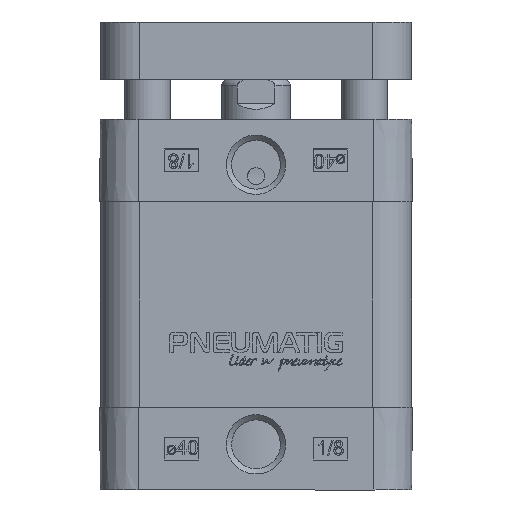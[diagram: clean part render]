
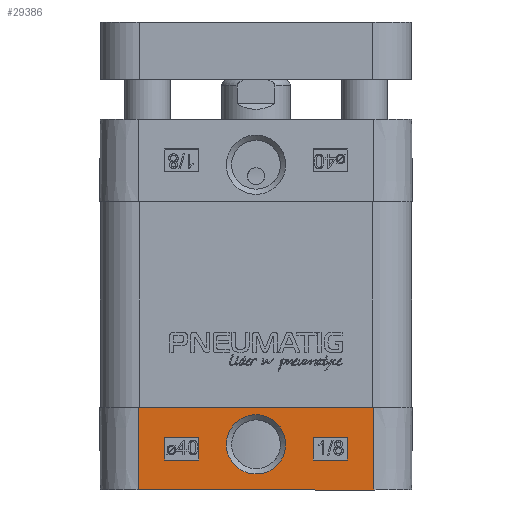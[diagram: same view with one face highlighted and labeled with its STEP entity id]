
A CAD part, left-side view. The second image highlights one B-rep face of the part: STEP entity #29386.
In plain terms, the highlighted planar face has unit normal (-1, 0, -0.009).
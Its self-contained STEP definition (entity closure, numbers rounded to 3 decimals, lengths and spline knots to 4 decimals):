
#1990=LINE($,#55785,#4211);
#2173=LINE($,#56953,#4394);
#2175=LINE($,#56957,#4396);
#2177=LINE($,#56961,#4398);
#2179=LINE($,#56964,#4400);
#2181=LINE($,#56970,#4402);
#2183=LINE($,#56974,#4404);
#2185=LINE($,#56978,#4406);
#2187=LINE($,#56981,#4408);
#2189=LINE($,#57095,#4410);
#2190=LINE($,#57096,#4411);
#2191=LINE($,#57097,#4412);
#4211=VECTOR($,#35378,4.13);
#4394=VECTOR($,#35715,0.4);
#4396=VECTOR($,#35719,0.6);
#4398=VECTOR($,#35723,0.4);
#4400=VECTOR($,#35727,0.6);
#4402=VECTOR($,#35733,0.4);
#4404=VECTOR($,#35737,0.6);
#4406=VECTOR($,#35741,0.4);
#4408=VECTOR($,#35745,0.6);
#4410=VECTOR($,#35753,4.13);
#4411=VECTOR($,#35754,1.4501);
#4412=VECTOR($,#35755,1.4501);
#6023=B_SPLINE_CURVE_WITH_KNOTS($,3,(#57048,#57049,#57050,#57051,#57052,
#57053,#57054,#57055,#57056,#57057,#57058,#57059,#57060,#57061,#57062,#57063,
#57064,#57065,#57066,#57067,#57068,#57069,#57070,#57071,#57072,#57073,#57074,
#57075,#57076,#57077,#57078,#57079,#57080,#57081,#57082,#57083,#57084,#57085,
#57086,#57087,#57088,#57089,#57090),.UNSPECIFIED.,.T.,.F.,(4,3,3,3,3,3,
3,3,3,3,3,3,3,3,4),(0.,0.2329,0.4472,0.831,
1.2418,1.436,1.6824,1.9158,2.1355,
2.5393,2.8833,3.1203,3.3576,3.5849,
3.8177),.UNSPECIFIED.);
#7302=PLANE($,#30837);
#7820=FACE_BOUND($,#11288,.T.);
#7821=FACE_BOUND($,#11289,.T.);
#7822=FACE_BOUND($,#11290,.T.);
#9399=FACE_OUTER_BOUND($,#11287,.T.);
#11287=EDGE_LOOP($,(#27294,#27295,#27296,#27297));
#11288=EDGE_LOOP($,(#27298,#27299,#27300,#27301));
#11289=EDGE_LOOP($,(#27302,#27303,#27304,#27305));
#11290=EDGE_LOOP($,(#27306));
#14511=VERTEX_POINT($,#55782);
#14512=VERTEX_POINT($,#55784);
#14739=VERTEX_POINT($,#56950);
#14740=VERTEX_POINT($,#56952);
#14741=VERTEX_POINT($,#56956);
#14742=VERTEX_POINT($,#56960);
#14743=VERTEX_POINT($,#56967);
#14744=VERTEX_POINT($,#56969);
#14745=VERTEX_POINT($,#56973);
#14746=VERTEX_POINT($,#56977);
#14747=VERTEX_POINT($,#57023);
#14749=VERTEX_POINT($,#57093);
#14750=VERTEX_POINT($,#57094);
#18635=EDGE_CURVE($,#14512,#14511,#1990,.T.);
#18939=EDGE_CURVE($,#14740,#14739,#2173,.T.);
#18941=EDGE_CURVE($,#14741,#14740,#2175,.T.);
#18943=EDGE_CURVE($,#14742,#14741,#2177,.T.);
#18945=EDGE_CURVE($,#14739,#14742,#2179,.T.);
#18947=EDGE_CURVE($,#14744,#14743,#2181,.T.);
#18949=EDGE_CURVE($,#14745,#14744,#2183,.T.);
#18951=EDGE_CURVE($,#14746,#14745,#2185,.T.);
#18953=EDGE_CURVE($,#14743,#14746,#2187,.T.);
#18956=EDGE_CURVE($,#14747,#14747,#6023,.T.);
#18957=EDGE_CURVE($,#14749,#14750,#2189,.T.);
#18958=EDGE_CURVE($,#14512,#14750,#2190,.T.);
#18959=EDGE_CURVE($,#14511,#14749,#2191,.T.);
#27294=ORIENTED_EDGE($,*,*,#18957,.T.);
#27295=ORIENTED_EDGE($,*,*,#18958,.F.);
#27296=ORIENTED_EDGE($,*,*,#18635,.T.);
#27297=ORIENTED_EDGE($,*,*,#18959,.T.);
#27298=ORIENTED_EDGE($,*,*,#18939,.T.);
#27299=ORIENTED_EDGE($,*,*,#18945,.T.);
#27300=ORIENTED_EDGE($,*,*,#18943,.T.);
#27301=ORIENTED_EDGE($,*,*,#18941,.T.);
#27302=ORIENTED_EDGE($,*,*,#18947,.T.);
#27303=ORIENTED_EDGE($,*,*,#18953,.T.);
#27304=ORIENTED_EDGE($,*,*,#18951,.T.);
#27305=ORIENTED_EDGE($,*,*,#18949,.T.);
#27306=ORIENTED_EDGE($,*,*,#18956,.F.);
#29386=ADVANCED_FACE($,(#9399,#7820,#7821,#7822),#7302,.T.);
#30837=AXIS2_PLACEMENT_3D($,#57092,#35751,#35752);
#35378=DIRECTION($,(0.,1.,0.));
#35715=DIRECTION($,(-0.009,0.,1.));
#35719=DIRECTION($,(0.,1.,0.));
#35723=DIRECTION($,(0.009,0.,-1.));
#35727=DIRECTION($,(0.,-1.,0.));
#35733=DIRECTION($,(-0.009,0.,1.));
#35737=DIRECTION($,(0.,1.,0.));
#35741=DIRECTION($,(0.009,0.,-1.));
#35745=DIRECTION($,(0.,-1.,0.));
#35751=DIRECTION('center_axis',(-1.,0.,-0.009));
#35752=DIRECTION('ref_axis',(-0.009,0.,
1.));
#35753=DIRECTION($,(0.,-1.,0.));
#35754=DIRECTION($,(0.009,0.,-1.));
#35755=DIRECTION($,(0.009,0.,-1.));
#55782=CARTESIAN_POINT('',(-2.74,2.065,1.45));
#55784=CARTESIAN_POINT('',(-2.74,-2.065,1.45));
#55785=CARTESIAN_POINT($,(-2.74,-2.065,1.45));
#56950=CARTESIAN_POINT('',(-2.7354,-1.,0.925));
#56952=CARTESIAN_POINT('',(-2.7319,-1.,0.525));
#56953=CARTESIAN_POINT($,(-2.7319,-1.,0.525));
#56956=CARTESIAN_POINT('',(-2.7319,-1.6,0.525));
#56957=CARTESIAN_POINT($,(-2.7319,-1.6,0.525));
#56960=CARTESIAN_POINT('',(-2.7354,-1.6,0.925));
#56961=CARTESIAN_POINT($,(-2.7354,-1.6,0.925));
#56964=CARTESIAN_POINT($,(-2.7354,-1.,0.925));
#56967=CARTESIAN_POINT('',(-2.7354,1.6,0.925));
#56969=CARTESIAN_POINT('',(-2.7319,1.6,0.525));
#56970=CARTESIAN_POINT($,(-2.7319,1.6,0.525));
#56973=CARTESIAN_POINT('',(-2.7319,1.,0.525));
#56974=CARTESIAN_POINT($,(-2.7319,1.,0.525));
#56977=CARTESIAN_POINT('',(-2.7354,1.,0.925));
#56978=CARTESIAN_POINT($,(-2.7354,1.,0.925));
#56981=CARTESIAN_POINT($,(-2.7354,1.6,0.925));
#57023=CARTESIAN_POINT('',(-2.7389,-0.0001,1.3187));
#57048=CARTESIAN_POINT('Ctrl Pts',(-2.7298,-0.0003,
0.2806));
#57049=CARTESIAN_POINT('Ctrl Pts',(-2.7298,-0.0779,
0.2805));
#57050=CARTESIAN_POINT('Ctrl Pts',(-2.7299,-0.1577,
0.2981));
#57051=CARTESIAN_POINT('Ctrl Pts',(-2.7302,-0.2256,
0.3307));
#57052=CARTESIAN_POINT('Ctrl Pts',(-2.7305,-0.2881,
0.3608));
#57053=CARTESIAN_POINT('Ctrl Pts',(-2.7308,-0.3344,
0.3987));
#57054=CARTESIAN_POINT('Ctrl Pts',(-2.7312,-0.3713,
0.4369));
#57055=CARTESIAN_POINT('Ctrl Pts',(-2.7318,-0.4373,
0.5053));
#57056=CARTESIAN_POINT('Ctrl Pts',(-2.7325,-0.4855,
0.5924));
#57057=CARTESIAN_POINT('Ctrl Pts',(-2.7333,-0.5064,
0.6836));
#57058=CARTESIAN_POINT('Ctrl Pts',(-2.7342,-0.5287,
0.7813));
#57059=CARTESIAN_POINT('Ctrl Pts',(-2.7351,-0.5207,
0.8877));
#57060=CARTESIAN_POINT('Ctrl Pts',(-2.7359,-0.4851,
0.9834));
#57061=CARTESIAN_POINT('Ctrl Pts',(-2.7363,-0.4683,
1.0286));
#57062=CARTESIAN_POINT('Ctrl Pts',(-2.7367,-0.4438,
1.0765));
#57063=CARTESIAN_POINT('Ctrl Pts',(-2.7371,-0.4066,
1.1232));
#57064=CARTESIAN_POINT('Ctrl Pts',(-2.7377,-0.3593,
1.1825));
#57065=CARTESIAN_POINT('Ctrl Pts',(-2.7381,-0.2926,
1.2349));
#57066=CARTESIAN_POINT('Ctrl Pts',(-2.7384,-0.2201,
1.2688));
#57067=CARTESIAN_POINT('Ctrl Pts',(-2.7387,-0.1515,
1.3009));
#57068=CARTESIAN_POINT('Ctrl Pts',(-2.7389,-0.074,
1.3187));
#57069=CARTESIAN_POINT('Ctrl Pts',(-2.7389,-0.0001,
1.3187));
#57070=CARTESIAN_POINT('Ctrl Pts',(-2.7389,0.0695,
1.3187));
#57071=CARTESIAN_POINT('Ctrl Pts',(-2.7387,0.1281,
1.3045));
#57072=CARTESIAN_POINT('Ctrl Pts',(-2.7386,0.1765,
1.2868));
#57073=CARTESIAN_POINT('Ctrl Pts',(-2.7383,0.2654,
1.2542));
#57074=CARTESIAN_POINT('Ctrl Pts',(-2.7378,0.3454,
1.1993));
#57075=CARTESIAN_POINT('Ctrl Pts',(-2.7371,0.4062,
1.1231));
#57076=CARTESIAN_POINT('Ctrl Pts',(-2.7366,0.4581,
1.0582));
#57077=CARTESIAN_POINT('Ctrl Pts',(-2.7358,0.4973,
0.9717));
#57078=CARTESIAN_POINT('Ctrl Pts',(-2.735,0.5122,
0.8824));
#57079=CARTESIAN_POINT('Ctrl Pts',(-2.7345,0.5224,
0.8208));
#57080=CARTESIAN_POINT('Ctrl Pts',(-2.7339,0.5237,0.7566));
#57081=CARTESIAN_POINT('Ctrl Pts',(-2.7333,0.507,
0.6836));
#57082=CARTESIAN_POINT('Ctrl Pts',(-2.7327,0.4904,
0.6106));
#57083=CARTESIAN_POINT('Ctrl Pts',(-2.732,0.4533,
0.5347));
#57084=CARTESIAN_POINT('Ctrl Pts',(-2.7315,0.4031,
0.4729));
#57085=CARTESIAN_POINT('Ctrl Pts',(-2.731,0.355,
0.4137));
#57086=CARTESIAN_POINT('Ctrl Pts',(-2.7305,0.2941,
0.3644));
#57087=CARTESIAN_POINT('Ctrl Pts',(-2.7302,0.2254,
0.3313));
#57088=CARTESIAN_POINT('Ctrl Pts',(-2.7299,0.155,0.2973));
#57089=CARTESIAN_POINT('Ctrl Pts',(-2.7298,0.0773,
0.2807));
#57090=CARTESIAN_POINT('Ctrl Pts',(-2.7298,-0.0003,
0.2806));
#57092=CARTESIAN_POINT('Origin',(-2.74,0.,1.45));
#57093=CARTESIAN_POINT('',(-2.7273,2.065,0.));
#57094=CARTESIAN_POINT('',(-2.7273,-2.065,0.));
#57095=CARTESIAN_POINT($,(-2.7273,2.065,0.));
#57096=CARTESIAN_POINT($,(-2.74,-2.065,1.45));
#57097=CARTESIAN_POINT($,(-2.74,2.065,1.45));
